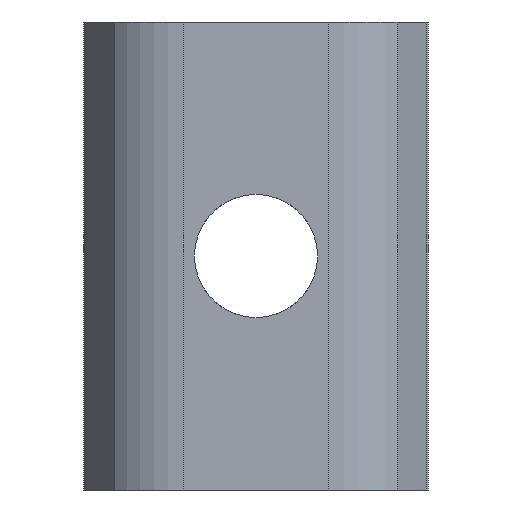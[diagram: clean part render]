
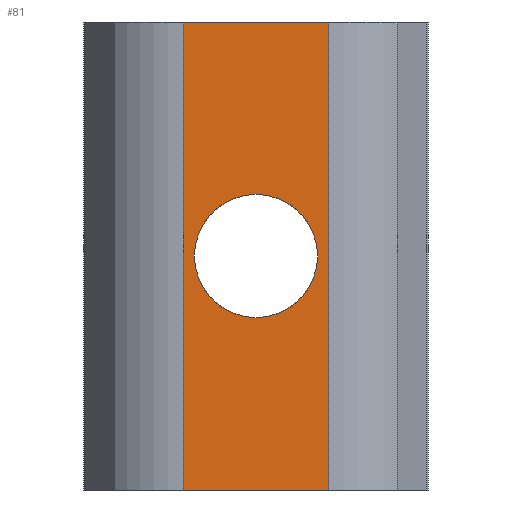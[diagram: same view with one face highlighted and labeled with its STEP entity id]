
A CAD part, front view. The second image highlights one B-rep face of the part: STEP entity #81.
In plain terms, the highlighted planar face has unit normal (0, -1, 0).
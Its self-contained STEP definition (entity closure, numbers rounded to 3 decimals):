
#5 = VERTEX_POINT ( 'NONE', #906 ) ;
#33 = ORIENTED_EDGE ( 'NONE', *, *, #200, .T. ) ;
#54 = FACE_OUTER_BOUND ( 'NONE', #617, .T. ) ;
#63 = CARTESIAN_POINT ( 'NONE',  ( -2.95, -5.2, 9.5 ) ) ;
#78 = PLANE ( 'NONE',  #797 ) ;
#81 = ADVANCED_FACE ( 'NONE', ( #696, #54 ), #78, .F. ) ;
#82 = CARTESIAN_POINT ( 'NONE',  ( 0., -5.2, 0. ) ) ;
#121 = LINE ( 'NONE', #201, #739 ) ;
#137 = DIRECTION ( 'NONE',  ( 0., 0., -1. ) ) ;
#139 = VECTOR ( 'NONE', #827, 1000. ) ;
#175 = DIRECTION ( 'NONE',  ( -1., 0., 0. ) ) ;
#178 = EDGE_CURVE ( 'NONE', #664, #5, #121, .T. ) ;
#193 = EDGE_CURVE ( 'NONE', #1016, #415, #676, .T. ) ;
#200 = EDGE_CURVE ( 'NONE', #5, #265, #296, .T. ) ;
#201 = CARTESIAN_POINT ( 'NONE',  ( -2.95, -5.2, 9.5 ) ) ;
#207 = EDGE_CURVE ( 'NONE', #862, #265, #484, .T. ) ;
#241 = CARTESIAN_POINT ( 'NONE',  ( 0., -5.2, 2.5 ) ) ;
#265 = VERTEX_POINT ( 'NONE', #848 ) ;
#268 = LINE ( 'NONE', #765, #139 ) ;
#273 = VECTOR ( 'NONE', #835, 1000. ) ;
#279 = DIRECTION ( 'NONE',  ( -1., 0., 0. ) ) ;
#296 = LINE ( 'NONE', #303, #273 ) ;
#303 = CARTESIAN_POINT ( 'NONE',  ( -2.95, -5.2, -9.5 ) ) ;
#315 = CIRCLE ( 'NONE', #997, 2.5 ) ;
#367 = CARTESIAN_POINT ( 'NONE',  ( -2.95, -5.2, 9.5 ) ) ;
#381 = CARTESIAN_POINT ( 'NONE',  ( 0., -5.2, 0. ) ) ;
#400 = DIRECTION ( 'NONE',  ( 0., 1., 0. ) ) ;
#415 = VERTEX_POINT ( 'NONE', #576 ) ;
#441 = ORIENTED_EDGE ( 'NONE', *, *, #207, .F. ) ;
#462 = AXIS2_PLACEMENT_3D ( 'NONE', #381, #746, #279 ) ;
#484 = LINE ( 'NONE', #901, #865 ) ;
#562 = ORIENTED_EDGE ( 'NONE', *, *, #193, .T. ) ;
#576 = CARTESIAN_POINT ( 'NONE',  ( 0., -5.2, -2.5 ) ) ;
#617 = EDGE_LOOP ( 'NONE', ( #33, #441, #655, #813 ) ) ;
#636 = DIRECTION ( 'NONE',  ( 0., 1., 0. ) ) ;
#655 = ORIENTED_EDGE ( 'NONE', *, *, #911, .F. ) ;
#664 = VERTEX_POINT ( 'NONE', #63 ) ;
#676 = CIRCLE ( 'NONE', #462, 2.5 ) ;
#696 = FACE_BOUND ( 'NONE', #850, .T. ) ;
#739 = VECTOR ( 'NONE', #1007, 1000. ) ;
#746 = DIRECTION ( 'NONE',  ( 0., 1., 0. ) ) ;
#765 = CARTESIAN_POINT ( 'NONE',  ( -2.95, -5.2, 9.5 ) ) ;
#796 = CARTESIAN_POINT ( 'NONE',  ( 2.95, -5.2, 9.5 ) ) ;
#797 = AXIS2_PLACEMENT_3D ( 'NONE', #367, #400, #949 ) ;
#813 = ORIENTED_EDGE ( 'NONE', *, *, #178, .T. ) ;
#827 = DIRECTION ( 'NONE',  ( 1., 0., 0. ) ) ;
#835 = DIRECTION ( 'NONE',  ( 1., 0., 0. ) ) ;
#848 = CARTESIAN_POINT ( 'NONE',  ( 2.95, -5.2, -9.5 ) ) ;
#850 = EDGE_LOOP ( 'NONE', ( #562, #905 ) ) ;
#855 = EDGE_CURVE ( 'NONE', #415, #1016, #315, .T. ) ;
#862 = VERTEX_POINT ( 'NONE', #796 ) ;
#865 = VECTOR ( 'NONE', #137, 1000. ) ;
#901 = CARTESIAN_POINT ( 'NONE',  ( 2.95, -5.2, 9.5 ) ) ;
#905 = ORIENTED_EDGE ( 'NONE', *, *, #855, .T. ) ;
#906 = CARTESIAN_POINT ( 'NONE',  ( -2.95, -5.2, -9.5 ) ) ;
#911 = EDGE_CURVE ( 'NONE', #664, #862, #268, .T. ) ;
#949 = DIRECTION ( 'NONE',  ( -1., 0., 0. ) ) ;
#997 = AXIS2_PLACEMENT_3D ( 'NONE', #82, #636, #175 ) ;
#1007 = DIRECTION ( 'NONE',  ( 0., 0., -1. ) ) ;
#1016 = VERTEX_POINT ( 'NONE', #241 ) ;
